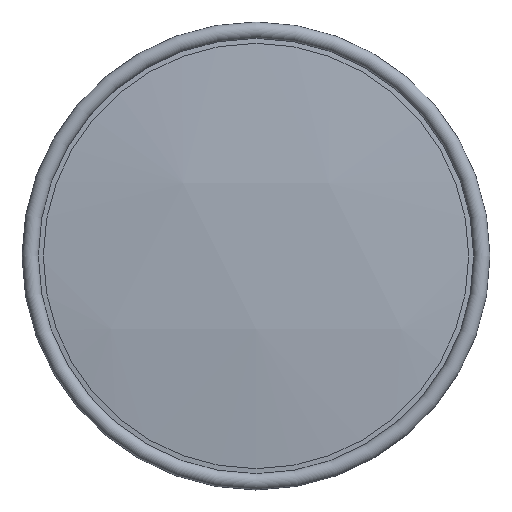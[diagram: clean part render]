
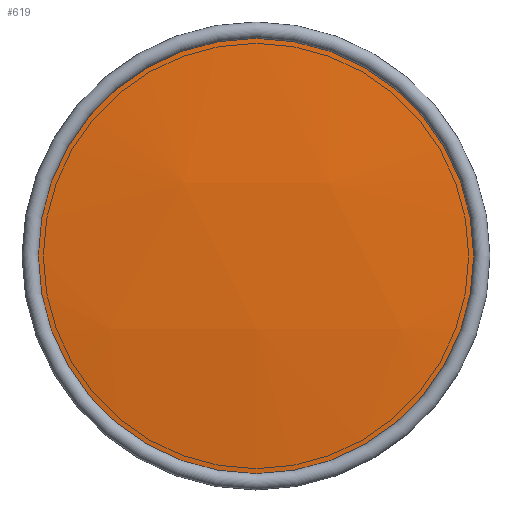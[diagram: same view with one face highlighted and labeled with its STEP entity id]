
A CAD part, left-side view. The second image highlights one B-rep face of the part: STEP entity #619.
In plain terms, the highlighted spherical face has radius 135.14 mm.
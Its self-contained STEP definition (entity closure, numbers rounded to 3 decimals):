
#579=CARTESIAN_POINT('',(0.0,17.208,0.0));
#580=VERTEX_POINT('',#579);
#581=CARTESIAN_POINT('',(0.0,0.0,0.0));
#582=DIRECTION('',(1.0,0.0,0.0));
#583=DIRECTION('',(0.0,1.0,0.0));
#584=AXIS2_PLACEMENT_3D('',#581,#582,#583);
#585=CIRCLE('',#584,17.208);
#586=EDGE_CURVE('',#580,#580,#585,.T.);
#611=CARTESIAN_POINT('',(134.04,0.0,0.0));
#612=DIRECTION('',(0.0,0.0,1.0));
#613=DIRECTION('',(1.0,0.0,0.0));
#614=AXIS2_PLACEMENT_3D('',#611,#612,#613);
#615=SPHERICAL_SURFACE('',#614,135.14);
#616=ORIENTED_EDGE('',*,*,#586,.F.);
#617=EDGE_LOOP('',(#616));
#618=FACE_OUTER_BOUND('',#617,.T.);
#619=ADVANCED_FACE('',(#618),#615,.T.);
